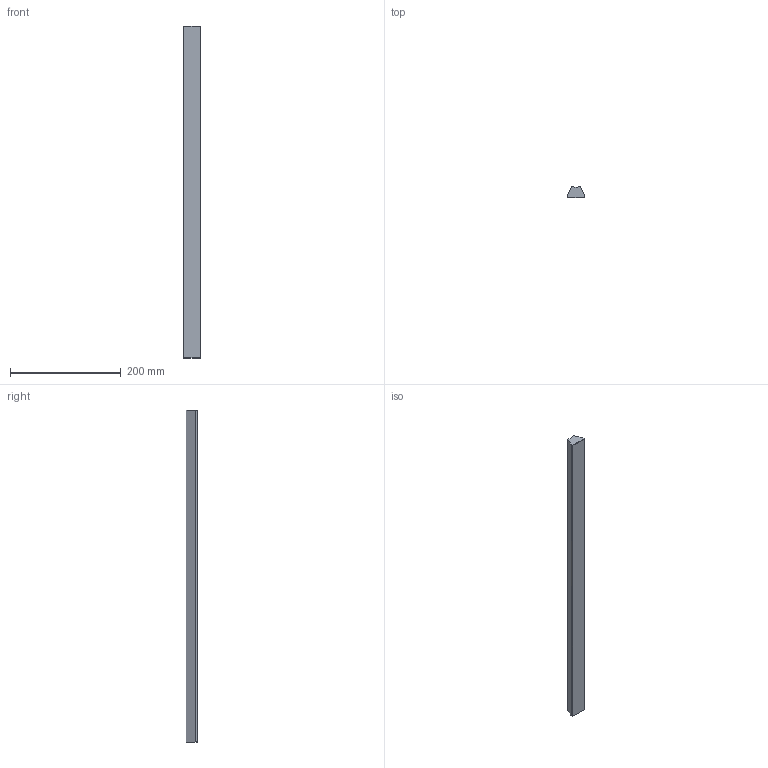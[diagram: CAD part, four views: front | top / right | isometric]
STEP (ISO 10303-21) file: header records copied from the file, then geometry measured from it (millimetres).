
FILE_DESCRIPTION(/* description */ ('Wellenunterstützung'),/* implementation_level */ '2;1');
FILE_NAME(/* name */ '151753-0.step',/* time_stamp */ '2021-08-16T08:15:53+02:00',/* author */ ('Praktikum'),/* organization */ (''),/* preprocessor_version */ 'ST-DEVELOPER v18.1',/* originating_system */ 'Autodesk Inventor 2021',/* authorisation */ '');
FILE_SCHEMA (('AUTOMOTIVE_DESIGN { 1 0 10303 214 3 1 1 }'));
Length unit declared in the file: millimetre
Products named in the file (1): 15-1753-0FZ.000
Bounding box: 30 x 20.39 x 599.5 mm (x, y, z)
Volume: 283680.3 mm3; surface area: 54432.1 mm2
Topology: 1 solids, 1 shells, 21 faces, 45 edges, 26 vertices
Faces by surface type: plane 21
Entity records: 584 total; most frequent: CARTESIAN_POINT 93, ORIENTED_EDGE 90, DIRECTION 89, LINE 45, VECTOR 45, EDGE_CURVE 45, VERTEX_POINT 26, AXIS2_PLACEMENT_3D 22
